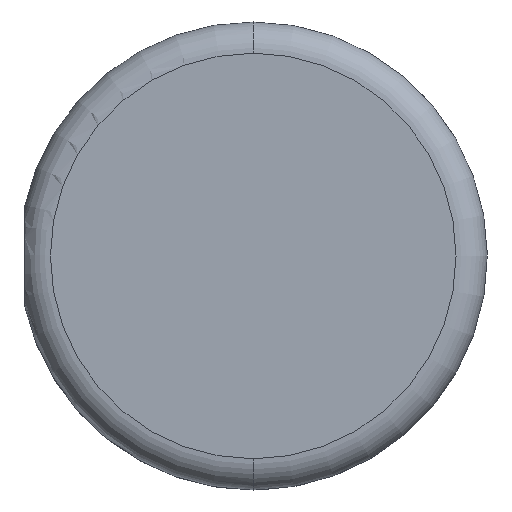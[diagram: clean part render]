
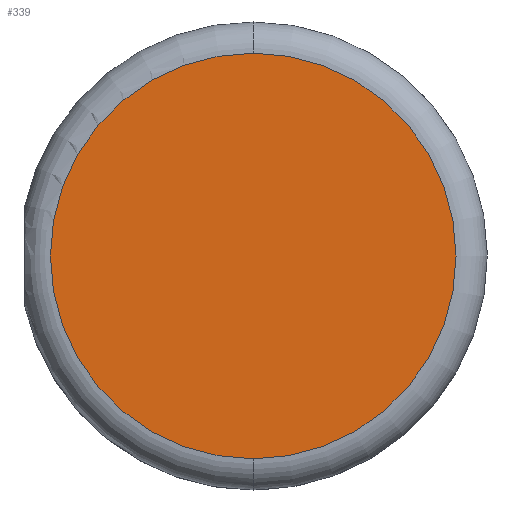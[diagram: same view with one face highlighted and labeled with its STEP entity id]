
A CAD part, left-side view. The second image highlights one B-rep face of the part: STEP entity #339.
In plain terms, the highlighted planar face has unit normal (-1, 0, 0).
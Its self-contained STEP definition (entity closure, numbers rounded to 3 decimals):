
#60 = EDGE_CURVE ( 'NONE', #147, #143, #387, .T. ) ;
#123 = EDGE_CURVE ( 'NONE', #143, #147, #181, .T. ) ;
#139 = ORIENTED_EDGE ( 'NONE', *, *, #60, .T. ) ;
#143 = VERTEX_POINT ( 'NONE', #344 ) ;
#146 = ORIENTED_EDGE ( 'NONE', *, *, #123, .T. ) ;
#147 = VERTEX_POINT ( 'NONE', #365 ) ;
#181 = CIRCLE ( 'NONE', #184, 13. ) ;
#184 = AXIS2_PLACEMENT_3D ( 'NONE', #185, #186, #187 ) ;
#185 = CARTESIAN_POINT ( 'NONE',  ( 0., 0., 0. ) ) ;
#186 = DIRECTION ( 'NONE',  ( -1., 0., 0. ) ) ;
#187 = DIRECTION ( 'NONE',  ( 0., 0., 1. ) ) ;
#234 = EDGE_LOOP ( 'NONE', ( #139, #146 ) ) ;
#331 = FACE_OUTER_BOUND ( 'NONE', #234, .T. ) ;
#332 = PLANE ( 'NONE',  #333 ) ;
#333 = AXIS2_PLACEMENT_3D ( 'NONE', #334, #335, #336 ) ;
#334 = CARTESIAN_POINT ( 'NONE',  ( 0., 0., 0. ) ) ;
#335 = DIRECTION ( 'NONE',  ( 1., 0., 0. ) ) ;
#336 = DIRECTION ( 'NONE',  ( 0., 0., -1. ) ) ;
#339 = ADVANCED_FACE ( 'NONE', ( #331 ), #332, .F. ) ;
#344 = CARTESIAN_POINT ( 'NONE',  ( 0., 0., -13. ) ) ;
#365 = CARTESIAN_POINT ( 'NONE',  ( 0., 0., 13. ) ) ;
#387 = CIRCLE ( 'NONE', #388, 13. ) ;
#388 = AXIS2_PLACEMENT_3D ( 'NONE', #389, #390, #391 ) ;
#389 = CARTESIAN_POINT ( 'NONE',  ( 0., 0., 0. ) ) ;
#390 = DIRECTION ( 'NONE',  ( -1., 0., 0. ) ) ;
#391 = DIRECTION ( 'NONE',  ( 0., 0., 1. ) ) ;
